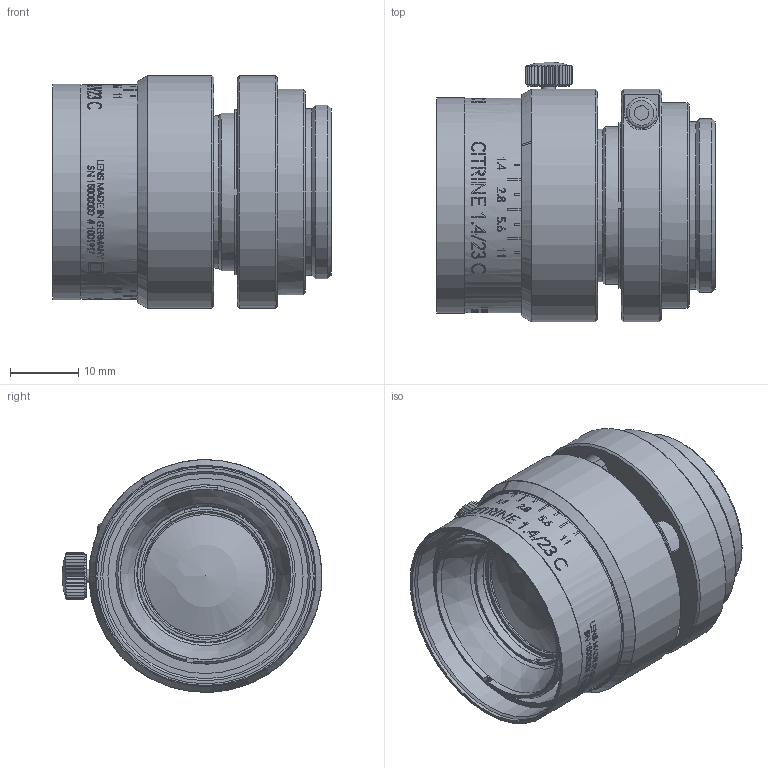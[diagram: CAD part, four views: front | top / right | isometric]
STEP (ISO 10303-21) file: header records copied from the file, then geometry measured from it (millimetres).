
FILE_DESCRIPTION(/* description */ (''),/* implementation_level */ '2;1');
FILE_NAME(/* name */ '1001917_00165463_001.stp',/* time_stamp */ '2022-05-11T14:40:33+02:00',/* author */ (''),/* organization */ (''),/* preprocessor_version */ 'ST-DEVELOPER v16',/* originating_system */ 'SIEMENS PLM Software NX 10.0',/* authorisation */ '');
FILE_SCHEMA (('AP203_CONFIGURATION_CONTROLLED_3D_DESIGN_OF_MECHANICAL_PARTS_AND_ASSEMBLIES_MIM_LF { 1 0 10303 403 2 1 2}'));
Length unit declared in the file: millimetre
Products named in the file (1): Froe6818E8DCpf03
Bounding box: 40.63 x 37.94 x 34.02 mm (x, y, z)
Volume: 23532.4 mm3; surface area: 11987.4 mm2
Topology: 1 solids, 4 shells, 457 faces, 1618 edges, 1299 vertices
Faces by surface type: plane 203, cylinder 193, cone 50, torus 8, sphere 3
Full cylindrical faces by diameter (mm): 1 x2, 1.1 x1, 2 x1, 2.5 x2, 2.7 x3, 2.8 x1, 4.5 x1, 13.8 x1, 18 x1, 19 x1, 19.8 x2, 20.8 x1, 22.3 x1, 22.5 x2, 23 x1, 23.979 x1, 24.4 x1, 24.9 x1, 25.4 x1, 26.2 x1, 28.5 x1, 30 x2, 30.6 x1, 31.3 x1, 31.32 x1, 31.5 x1, 32 x1, 34 x1
Entity records: 19967 total; most frequent: CARTESIAN_POINT 7513, ORIENTED_EDGE 3011, DIRECTION 1746, EDGE_CURVE 1525, VERTEX_POINT 1274, B_SPLINE_CURVE_WITH_KNOTS 914, AXIS2_PLACEMENT_3D 715, EDGE_LOOP 678
